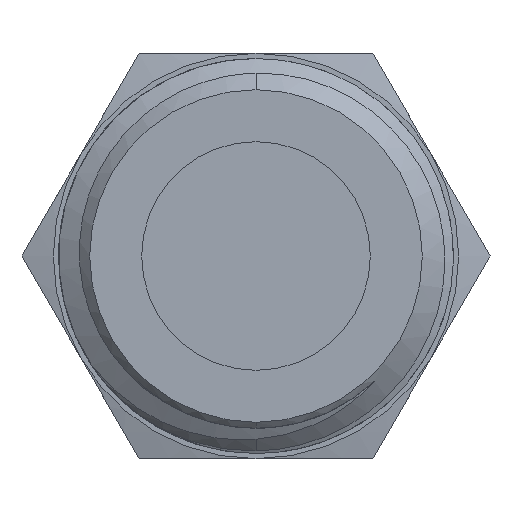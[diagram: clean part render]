
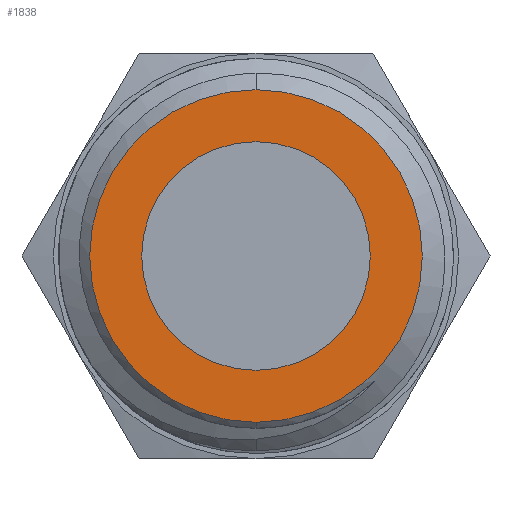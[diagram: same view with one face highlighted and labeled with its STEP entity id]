
A CAD part, front view. The second image highlights one B-rep face of the part: STEP entity #1838.
In plain terms, the highlighted planar face has unit normal (0, -1, 0).
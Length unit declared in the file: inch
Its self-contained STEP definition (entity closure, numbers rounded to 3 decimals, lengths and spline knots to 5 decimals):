
#77 = VERTEX_POINT ( 'NONE', #2344 ) ;
#116 = ORIENTED_EDGE ( 'NONE', *, *, #2350, .F. ) ;
#134 = EDGE_CURVE ( 'NONE', #1771, #77, #2257, .T. ) ;
#142 = DIRECTION ( 'NONE',  ( 0., -1., 0. ) ) ;
#227 = ORIENTED_EDGE ( 'NONE', *, *, #1616, .T. ) ;
#256 = AXIS2_PLACEMENT_3D ( 'NONE', #615, #2409, #1252 ) ;
#402 = EDGE_LOOP ( 'NONE', ( #1105, #227 ) ) ;
#563 = VERTEX_POINT ( 'NONE', #999 ) ;
#615 = CARTESIAN_POINT ( 'NONE',  ( 0., -0.24, 0. ) ) ;
#650 = VERTEX_POINT ( 'NONE', #1945 ) ;
#717 = DIRECTION ( 'NONE',  ( 0., -1., 0. ) ) ;
#753 = FACE_BOUND ( 'NONE', #2584, .T. ) ;
#803 = AXIS2_PLACEMENT_3D ( 'NONE', #1929, #717, #2122 ) ;
#834 = AXIS2_PLACEMENT_3D ( 'NONE', #2121, #2114, #2103 ) ;
#999 = CARTESIAN_POINT ( 'NONE',  ( 0., -0.24, 0.11 ) ) ;
#1037 = PLANE ( 'NONE',  #256 ) ;
#1105 = ORIENTED_EDGE ( 'NONE', *, *, #134, .T. ) ;
#1212 = DIRECTION ( 'NONE',  ( 0., -1., 0. ) ) ;
#1252 = DIRECTION ( 'NONE',  ( 0., 0., -1. ) ) ;
#1306 = AXIS2_PLACEMENT_3D ( 'NONE', #1421, #142, #1630 ) ;
#1327 = AXIS2_PLACEMENT_3D ( 'NONE', #2371, #1212, #2548 ) ;
#1421 = CARTESIAN_POINT ( 'NONE',  ( 0., -0.24, 0. ) ) ;
#1423 = CARTESIAN_POINT ( 'NONE',  ( 0., -0.24, 0.16 ) ) ;
#1616 = EDGE_CURVE ( 'NONE', #77, #1771, #2510, .T. ) ;
#1630 = DIRECTION ( 'NONE',  ( 0., 0., -1. ) ) ;
#1771 = VERTEX_POINT ( 'NONE', #1423 ) ;
#1838 = ADVANCED_FACE ( 'NONE', ( #753, #2390 ), #1037, .T. ) ;
#1859 = CIRCLE ( 'NONE', #1306, 0.11 ) ;
#1929 = CARTESIAN_POINT ( 'NONE',  ( 0., -0.24, 0. ) ) ;
#1945 = CARTESIAN_POINT ( 'NONE',  ( 0., -0.24, -0.11 ) ) ;
#2103 = DIRECTION ( 'NONE',  ( 0., 0., -1. ) ) ;
#2114 = DIRECTION ( 'NONE',  ( 0., -1., 0. ) ) ;
#2121 = CARTESIAN_POINT ( 'NONE',  ( 0., -0.24, 0. ) ) ;
#2122 = DIRECTION ( 'NONE',  ( 0., 0., -1. ) ) ;
#2212 = EDGE_CURVE ( 'NONE', #650, #563, #2422, .T. ) ;
#2257 = CIRCLE ( 'NONE', #834, 0.16 ) ;
#2344 = CARTESIAN_POINT ( 'NONE',  ( 0., -0.24, -0.16 ) ) ;
#2350 = EDGE_CURVE ( 'NONE', #563, #650, #1859, .T. ) ;
#2371 = CARTESIAN_POINT ( 'NONE',  ( 0., -0.24, 0. ) ) ;
#2390 = FACE_OUTER_BOUND ( 'NONE', #402, .T. ) ;
#2409 = DIRECTION ( 'NONE',  ( 0., -1., 0. ) ) ;
#2422 = CIRCLE ( 'NONE', #803, 0.11 ) ;
#2490 = ORIENTED_EDGE ( 'NONE', *, *, #2212, .F. ) ;
#2510 = CIRCLE ( 'NONE', #1327, 0.16 ) ;
#2548 = DIRECTION ( 'NONE',  ( 0., 0., -1. ) ) ;
#2584 = EDGE_LOOP ( 'NONE', ( #2490, #116 ) ) ;
